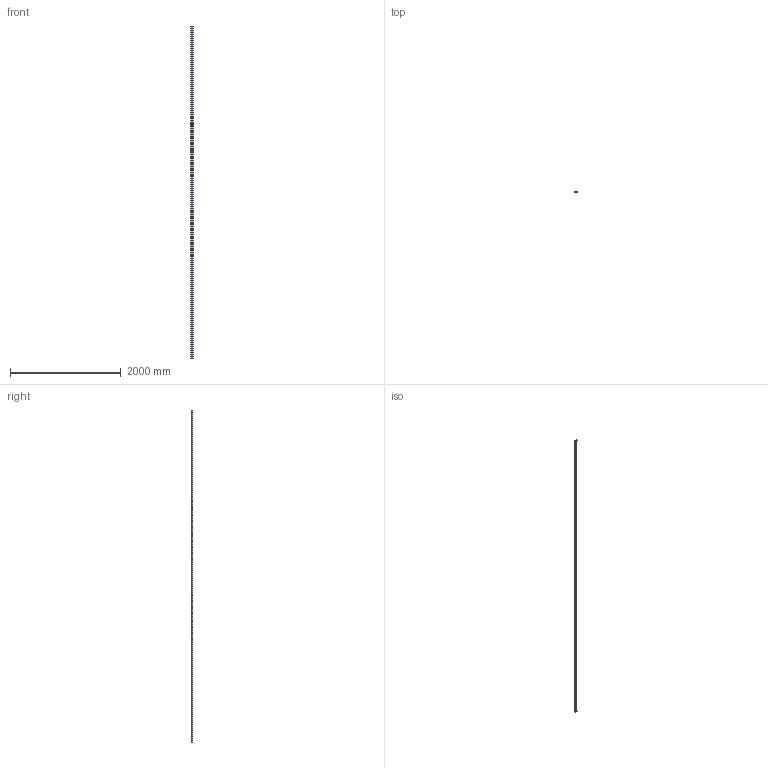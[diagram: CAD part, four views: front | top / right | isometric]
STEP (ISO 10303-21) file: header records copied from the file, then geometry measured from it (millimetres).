
FILE_DESCRIPTION (( 'STEP AP203' ), '1' );
FILE_NAME ('40-20-6-ST.step', '2021-12-22T10:27:09', ( '' ), ( '' ), 'SwSTEP 2.0', 'SolidWorks 2018', '' );
FILE_SCHEMA (( 'CONFIG_CONTROL_DESIGN' ));
Length unit declared in the file: millimetre
Products named in the file (2): 40-20-6-ST
Bounding box: 40 x 20 x 6000 mm (x, y, z)
Volume: 1851291.8 mm3; surface area: 1234817.2 mm2
Topology: 1 solids, 1 shells, 237 faces, 630 edges, 420 vertices
Faces by surface type: plane 133, bspline 96, cylinder 8
Entity records: 12635 total; most frequent: CARTESIAN_POINT 7217, ORIENTED_EDGE 1260, DIRECTION 740, EDGE_CURVE 630, LINE 422, VECTOR 422, VERTEX_POINT 420, EDGE_LOOP 264
